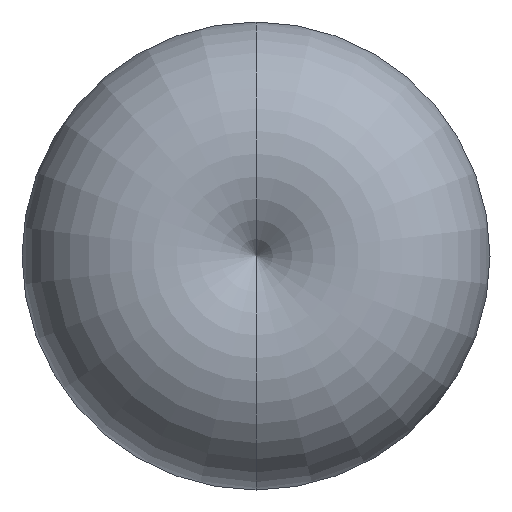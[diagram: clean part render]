
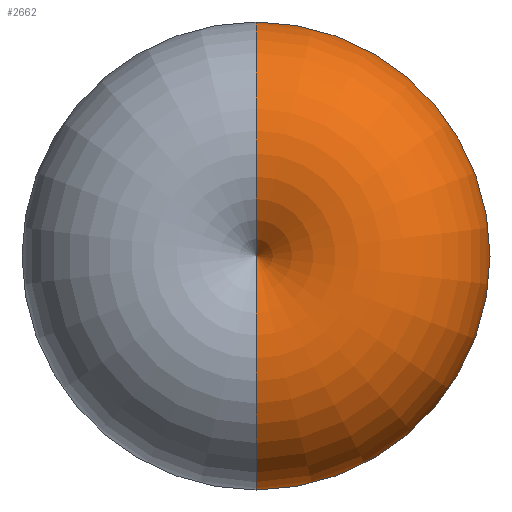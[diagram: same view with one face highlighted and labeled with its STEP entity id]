
A CAD part, front view. The second image highlights one B-rep face of the part: STEP entity #2662.
In plain terms, the highlighted toroidal (fillet/blend) face has major radius 0.15 mm and minor radius 0.2 mm.
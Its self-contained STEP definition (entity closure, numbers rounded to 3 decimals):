
#71 = DIRECTION ( 'NONE',  ( 0., 1., 0. ) ) ;
#298 = DIRECTION ( 'NONE',  ( -1., 0., 0. ) ) ;
#300 = AXIS2_PLACEMENT_3D ( 'NONE', #1859, #298, #536 ) ;
#440 = CARTESIAN_POINT ( 'NONE',  ( 0., -17.431, 0.35 ) ) ;
#442 = CARTESIAN_POINT ( 'NONE',  ( 0., -17.431, -0.35 ) ) ;
#535 = ORIENTED_EDGE ( 'NONE', *, *, #1693, .F. ) ;
#536 = DIRECTION ( 'NONE',  ( 0., 0., 1. ) ) ;
#589 = TOROIDAL_SURFACE ( 'NONE', #2654, 0.15, 0.2 ) ;
#688 = DIRECTION ( 'NONE',  ( 0., 0., -1. ) ) ;
#901 = DIRECTION ( 'NONE',  ( 0., 0., 1. ) ) ;
#954 = DIRECTION ( 'NONE',  ( 1., 0., 0. ) ) ;
#1020 = AXIS2_PLACEMENT_3D ( 'NONE', #1636, #71, #2732 ) ;
#1092 = CIRCLE ( 'NONE', #300, 0.2 ) ;
#1335 = CARTESIAN_POINT ( 'NONE',  ( 0., -17.431, 0. ) ) ;
#1389 = ORIENTED_EDGE ( 'NONE', *, *, #1668, .F. ) ;
#1420 = ORIENTED_EDGE ( 'NONE', *, *, #2691, .T. ) ;
#1438 = VERTEX_POINT ( 'NONE', #440 ) ;
#1557 = CIRCLE ( 'NONE', #2856, 0.2 ) ;
#1563 = VERTEX_POINT ( 'NONE', #2479 ) ;
#1636 = CARTESIAN_POINT ( 'NONE',  ( 0., -17.431, 0. ) ) ;
#1668 = EDGE_CURVE ( 'NONE', #1563, #1438, #1092, .T. ) ;
#1693 = EDGE_CURVE ( 'Defeature ausgef�hrt1_2+Defeature ausgef�hrt1_3+Defeature ausgef�hrt1_3+Defeature ausgef�hrt1_3', #1438, #2581, #2282, .T. ) ;
#1859 = CARTESIAN_POINT ( 'NONE',  ( 0., -17.431, 0.15 ) ) ;
#2002 = EDGE_LOOP ( 'NONE', ( #1389, #1420, #535 ) ) ;
#2055 = CARTESIAN_POINT ( 'NONE',  ( 0., -17.431, -0.15 ) ) ;
#2282 = CIRCLE ( 'NONE', #1020, 0.35 ) ;
#2386 = FACE_OUTER_BOUND ( 'NONE', #2002, .T. ) ;
#2479 = CARTESIAN_POINT ( 'NONE',  ( 0., -17.563, 0. ) ) ;
#2581 = VERTEX_POINT ( 'NONE', #442 ) ;
#2654 = AXIS2_PLACEMENT_3D ( 'NONE', #1335, #2851, #901 ) ;
#2662 = ADVANCED_FACE ( 'Defeature ausgef�hrt1_3', ( #2386 ), #589, .T. ) ;
#2691 = EDGE_CURVE ( 'NONE', #1563, #2581, #1557, .T. ) ;
#2732 = DIRECTION ( 'NONE',  ( 0., 0., 1. ) ) ;
#2851 = DIRECTION ( 'NONE',  ( 0., 1., 0. ) ) ;
#2856 = AXIS2_PLACEMENT_3D ( 'NONE', #2055, #954, #688 ) ;
